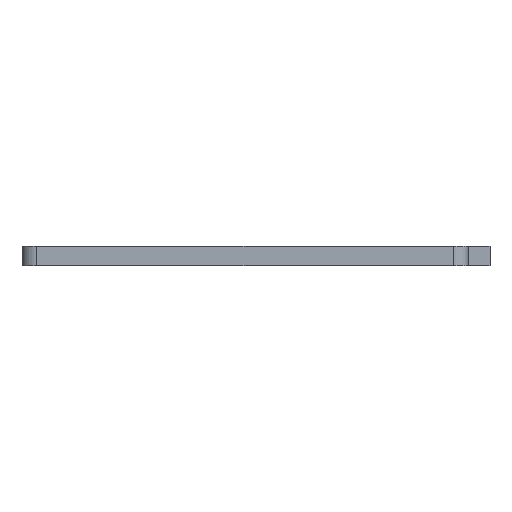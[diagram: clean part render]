
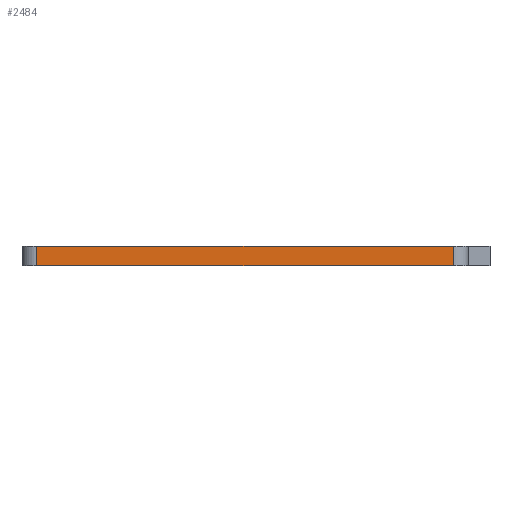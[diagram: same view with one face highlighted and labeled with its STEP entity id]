
A CAD part, front view. The second image highlights one B-rep face of the part: STEP entity #2484.
In plain terms, the highlighted planar face has unit normal (0, -1, 0).
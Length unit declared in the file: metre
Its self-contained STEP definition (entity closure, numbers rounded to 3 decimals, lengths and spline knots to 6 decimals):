
#501=ORIENTED_EDGE('',*,*,#943,.F.);
#502=ORIENTED_EDGE('',*,*,#1105,.T.);
#503=ORIENTED_EDGE('',*,*,#886,.T.);
#504=ORIENTED_EDGE('',*,*,#1106,.T.);
#886=EDGE_CURVE('',#1235,#1236,#1447,.T.);
#943=EDGE_CURVE('',#1292,#1293,#1490,.T.);
#1105=EDGE_CURVE('',#1292,#1235,#1608,.F.);
#1106=EDGE_CURVE('',#1236,#1293,#1609,.T.);
#1235=VERTEX_POINT('',#3594);
#1236=VERTEX_POINT('',#3595);
#1292=VERTEX_POINT('',#3708);
#1293=VERTEX_POINT('',#3710);
#1447=LINE('',#3593,#1720);
#1490=LINE('',#3709,#1763);
#1608=LINE('',#4040,#1881);
#1609=LINE('',#4041,#1882);
#1720=VECTOR('',#2868,1.);
#1763=VECTOR('',#2941,1.);
#1881=VECTOR('',#3235,1.);
#1882=VECTOR('',#3236,1.);
#2058=EDGE_LOOP('',(#501,#502,#503,#504));
#2255=FACE_BOUND('',#2058,.T.);
#2376=PLANE('',#2705);
#2484=ADVANCED_FACE('',(#2255),#2376,.T.);
#2705=AXIS2_PLACEMENT_3D('',#4039,#3233,#3234);
#2868=DIRECTION('',(-1.,0.,0.));
#2941=DIRECTION('',(-1.,0.,0.));
#3233=DIRECTION('',(0.,-1.,0.));
#3234=DIRECTION('',(0.,0.,-1.));
#3235=DIRECTION('',(0.,0.,-1.));
#3236=DIRECTION('',(0.,0.,-1.));
#3593=CARTESIAN_POINT('',(-0.001875,-0.175,0.003));
#3594=CARTESIAN_POINT('',(0.04075,-0.175,0.003));
#3595=CARTESIAN_POINT('',(-0.0445,-0.175,0.003));
#3708=CARTESIAN_POINT('',(0.04075,-0.175,-0.001));
#3709=CARTESIAN_POINT('',(-0.001875,-0.175,-0.001));
#3710=CARTESIAN_POINT('',(-0.0445,-0.175,-0.001));
#4039=CARTESIAN_POINT('',(-0.001875,-0.175,0.003));
#4040=CARTESIAN_POINT('',(0.04075,-0.175,0.003));
#4041=CARTESIAN_POINT('',(-0.0445,-0.175,0.003));
